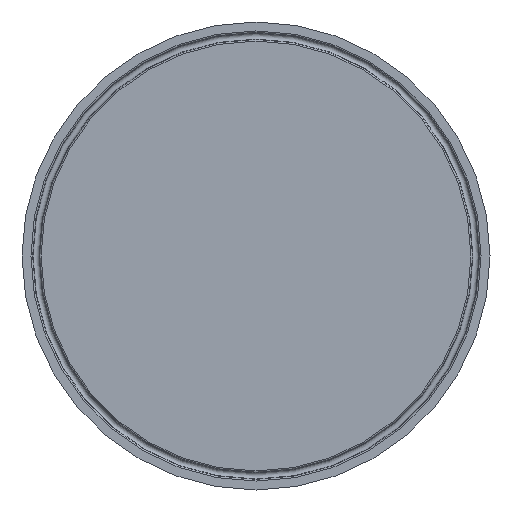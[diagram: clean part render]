
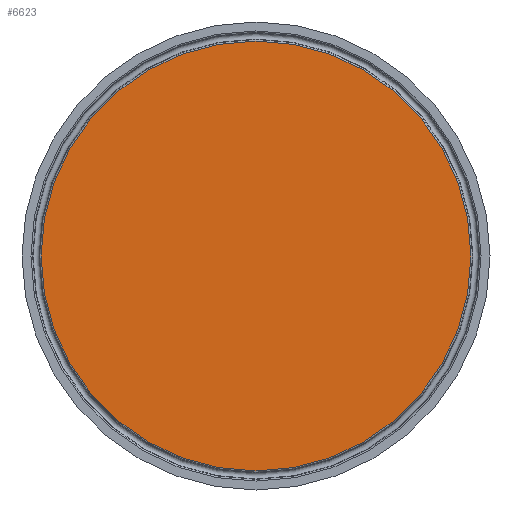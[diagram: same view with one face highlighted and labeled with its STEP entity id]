
A CAD part, left-side view. The second image highlights one B-rep face of the part: STEP entity #6623.
In plain terms, the highlighted planar face has unit normal (-1, 0, 0).
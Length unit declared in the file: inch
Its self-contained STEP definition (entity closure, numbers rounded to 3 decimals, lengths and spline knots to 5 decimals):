
#25=CIRCLE('',#6803,3.01691);
#980=FACE_OUTER_BOUND('',#1384,.T.);
#1384=EDGE_LOOP('',(#6068));
#3189=VERTEX_POINT('',#12635);
#4147=EDGE_CURVE('',#3189,#3189,#25,.T.);
#6068=ORIENTED_EDGE('',*,*,#4147,.F.);
#6239=PLANE('',#6815);
#6623=ADVANCED_FACE('',(#980),#6239,.T.);
#6803=AXIS2_PLACEMENT_3D('',#12636,#7754,#7755);
#6815=AXIS2_PLACEMENT_3D('',#12653,#7778,#7779);
#7754=DIRECTION('center_axis',(1.,0.,0.));
#7755=DIRECTION('ref_axis',(0.,1.,0.));
#7778=DIRECTION('center_axis',(-1.,0.,0.));
#7779=DIRECTION('ref_axis',(0.,0.,1.));
#12635=CARTESIAN_POINT('',(0.,3.01691,0.));
#12636=CARTESIAN_POINT('Origin',(0.,0.,
0.));
#12653=CARTESIAN_POINT('Origin',(0.,1.50846,
0.));
